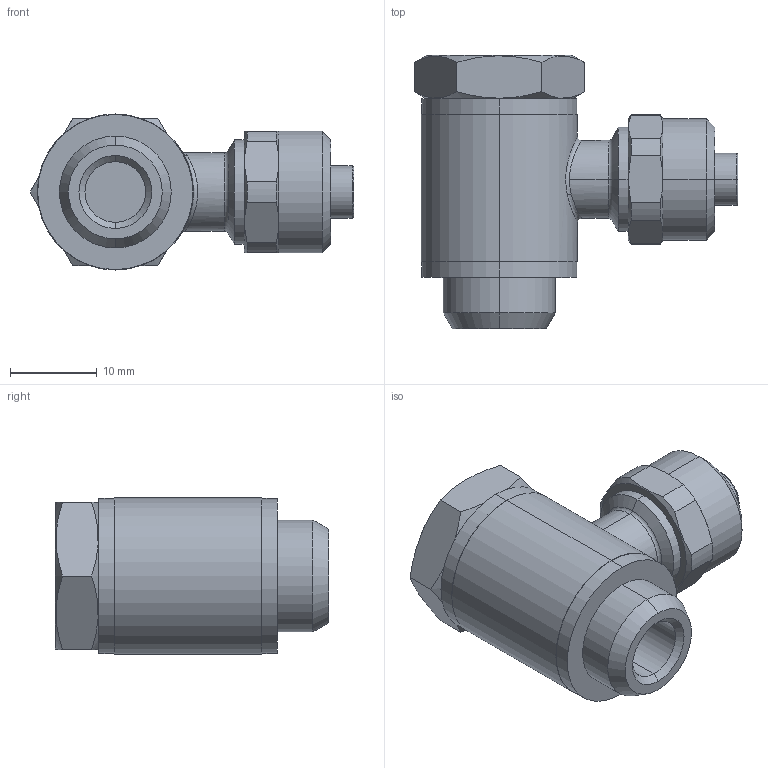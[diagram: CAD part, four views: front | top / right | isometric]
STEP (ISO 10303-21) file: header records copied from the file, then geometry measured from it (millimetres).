
FILE_DESCRIPTION (( 'STEP AP203' ), '1' );
FILE_NAME ('02240042.STEP', '2011-10-21T14:26:39', ( '' ), ( 'sopra-pneumatic' ), 'SwSTEP 2.0', 'SolidWorks 2011', '' );
FILE_SCHEMA (( 'CONFIG_CONTROL_DESIGN' ));
Length unit declared in the file: millimetre
Products named in the file (1): 02240042
Bounding box: 37.31 x 31.5 x 18 mm (x, y, z)
Volume: 8027.8 mm3; surface area: 3876.7 mm2
Topology: 1 solids, 1 shells, 83 faces, 190 edges, 117 vertices
Faces by surface type: cylinder 28, cone 26, plane 23, torus 4, bspline 2
Entity records: 2965 total; most frequent: CARTESIAN_POINT 1036, DIRECTION 394, ORIENTED_EDGE 380, EDGE_CURVE 190, AXIS2_PLACEMENT_3D 167, VERTEX_POINT 117, EDGE_LOOP 93, CIRCLE 85
